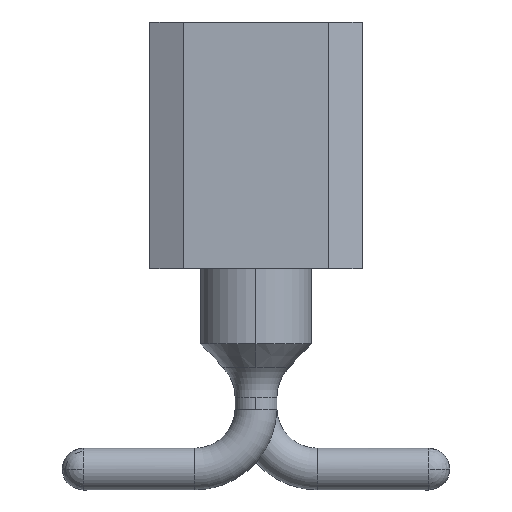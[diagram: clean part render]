
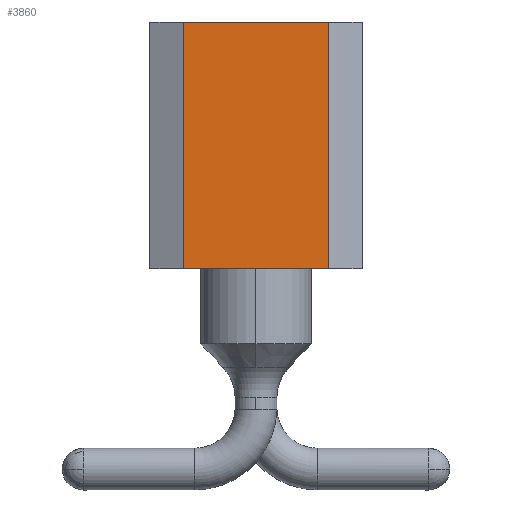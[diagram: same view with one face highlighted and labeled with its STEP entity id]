
A CAD part, front view. The second image highlights one B-rep face of the part: STEP entity #3860.
In plain terms, the highlighted planar face has unit normal (0, -1, 0).
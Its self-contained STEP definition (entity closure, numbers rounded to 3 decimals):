
#3834 = VERTEX_POINT('',#3835);
#3835 = CARTESIAN_POINT('',(0.87,-3.81,
    5.6));
#3841 = EDGE_CURVE('',#3842,#3834,#3844,.T.);
#3842 = VERTEX_POINT('',#3843);
#3843 = CARTESIAN_POINT('',(0.87,-3.81,
    2.65));
#3844 = LINE('',#3845,#3846);
#3845 = CARTESIAN_POINT('',(0.87,-3.81,
    2.65));
#3846 = VECTOR('',#3847,1.);
#3847 = DIRECTION('',(0.,0.,1.));
#3860 = ADVANCED_FACE('',(#3861),#3886,.T.);
#3861 = FACE_BOUND('',#3862,.T.);
#3862 = EDGE_LOOP('',(#3863,#3871,#3879,#3885));
#3863 = ORIENTED_EDGE('',*,*,#3864,.T.);
#3864 = EDGE_CURVE('',#3834,#3865,#3867,.T.);
#3865 = VERTEX_POINT('',#3866);
#3866 = CARTESIAN_POINT('',(-0.87,-3.81,
    5.6));
#3867 = LINE('',#3868,#3869);
#3868 = CARTESIAN_POINT('',(0.87,-3.81,
    5.6));
#3869 = VECTOR('',#3870,1.);
#3870 = DIRECTION('',(-1.,0.,0.));
#3871 = ORIENTED_EDGE('',*,*,#3872,.F.);
#3872 = EDGE_CURVE('',#3873,#3865,#3875,.T.);
#3873 = VERTEX_POINT('',#3874);
#3874 = CARTESIAN_POINT('',(-0.87,-3.81,
    2.65));
#3875 = LINE('',#3876,#3877);
#3876 = CARTESIAN_POINT('',(-0.87,-3.81,
    2.65));
#3877 = VECTOR('',#3878,1.);
#3878 = DIRECTION('',(0.,0.,1.));
#3879 = ORIENTED_EDGE('',*,*,#3880,.F.);
#3880 = EDGE_CURVE('',#3842,#3873,#3881,.T.);
#3881 = LINE('',#3882,#3883);
#3882 = CARTESIAN_POINT('',(0.87,-3.81,
    2.65));
#3883 = VECTOR('',#3884,1.);
#3884 = DIRECTION('',(-1.,0.,0.));
#3885 = ORIENTED_EDGE('',*,*,#3841,.T.);
#3886 = PLANE('',#3887);
#3887 = AXIS2_PLACEMENT_3D('',#3888,#3889,#3890);
#3888 = CARTESIAN_POINT('',(0.,-3.81,
    2.65));
#3889 = DIRECTION('',(0.,-1.,0.));
#3890 = DIRECTION('',(1.,0.,0.));
